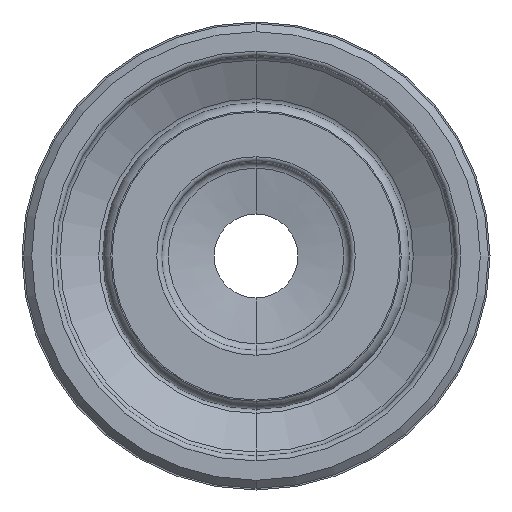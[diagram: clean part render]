
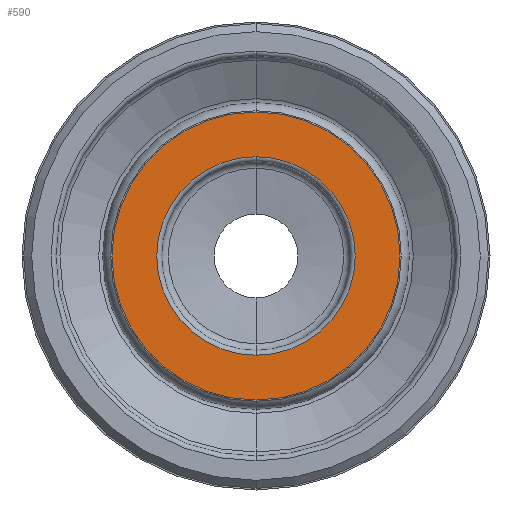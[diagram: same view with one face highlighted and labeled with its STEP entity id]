
A CAD part, front view. The second image highlights one B-rep face of the part: STEP entity #590.
In plain terms, the highlighted planar face has unit normal (0, -1, 0).
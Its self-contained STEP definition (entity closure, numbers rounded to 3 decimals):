
#45 = AXIS2_PLACEMENT_3D ( 'NONE', #879, #345, #978 ) ;
#50 = EDGE_CURVE ( 'NONE', #1142, #393, #656, .T. ) ;
#126 = DIRECTION ( 'NONE',  ( 0., -1., 0. ) ) ;
#140 = ORIENTED_EDGE ( 'NONE', *, *, #392, .T. ) ;
#340 = EDGE_CURVE ( 'NONE', #393, #1142, #988, .T. ) ;
#345 = DIRECTION ( 'NONE',  ( 0., 1., 0. ) ) ;
#357 = DIRECTION ( 'NONE',  ( 0., 0., 1. ) ) ;
#365 = ORIENTED_EDGE ( 'NONE', *, *, #50, .T. ) ;
#367 = AXIS2_PLACEMENT_3D ( 'NONE', #645, #126, #739 ) ;
#369 = CARTESIAN_POINT ( 'NONE',  ( 0., 8.365, 0. ) ) ;
#375 = VERTEX_POINT ( 'NONE', #1096 ) ;
#392 = EDGE_CURVE ( 'NONE', #375, #492, #498, .T. ) ;
#393 = VERTEX_POINT ( 'NONE', #1104 ) ;
#403 = CARTESIAN_POINT ( 'NONE',  ( 0., 8.365, 0. ) ) ;
#462 = DIRECTION ( 'NONE',  ( 0., 0., 1. ) ) ;
#479 = AXIS2_PLACEMENT_3D ( 'NONE', #530, #891, #357 ) ;
#492 = VERTEX_POINT ( 'NONE', #1060 ) ;
#497 = DIRECTION ( 'NONE',  ( 0., 0., 1. ) ) ;
#498 = CIRCLE ( 'NONE', #367, 8.923 ) ;
#530 = CARTESIAN_POINT ( 'NONE',  ( 5.85, 8.365, 0. ) ) ;
#583 = EDGE_LOOP ( 'NONE', ( #365, #840 ) ) ;
#590 = ADVANCED_FACE ( 'NONE', ( #1133, #889 ), #713, .F. ) ;
#645 = CARTESIAN_POINT ( 'NONE',  ( 0., 8.365, 0. ) ) ;
#656 = CIRCLE ( 'NONE', #45, 6.15 ) ;
#679 = CIRCLE ( 'NONE', #901, 8.923 ) ;
#713 = PLANE ( 'NONE',  #479 ) ;
#739 = DIRECTION ( 'NONE',  ( 0., 0., 1. ) ) ;
#840 = ORIENTED_EDGE ( 'NONE', *, *, #340, .T. ) ;
#879 = CARTESIAN_POINT ( 'NONE',  ( 0., 8.365, 0. ) ) ;
#889 = FACE_BOUND ( 'NONE', #583, .T. ) ;
#891 = DIRECTION ( 'NONE',  ( 0., 1., 0. ) ) ;
#901 = AXIS2_PLACEMENT_3D ( 'NONE', #403, #1045, #497 ) ;
#917 = EDGE_LOOP ( 'NONE', ( #1066, #140 ) ) ;
#978 = DIRECTION ( 'NONE',  ( 0., 0., 1. ) ) ;
#988 = CIRCLE ( 'NONE', #1042, 6.15 ) ;
#1013 = DIRECTION ( 'NONE',  ( 0., 1., 0. ) ) ;
#1042 = AXIS2_PLACEMENT_3D ( 'NONE', #369, #1013, #462 ) ;
#1045 = DIRECTION ( 'NONE',  ( 0., -1., 0. ) ) ;
#1050 = CARTESIAN_POINT ( 'NONE',  ( 0., 8.365, 6.15 ) ) ;
#1060 = CARTESIAN_POINT ( 'NONE',  ( 0., 8.365, -8.923 ) ) ;
#1066 = ORIENTED_EDGE ( 'NONE', *, *, #1075, .T. ) ;
#1075 = EDGE_CURVE ( 'NONE', #492, #375, #679, .T. ) ;
#1096 = CARTESIAN_POINT ( 'NONE',  ( 0., 8.365, 8.923 ) ) ;
#1104 = CARTESIAN_POINT ( 'NONE',  ( 0., 8.365, -6.15 ) ) ;
#1133 = FACE_OUTER_BOUND ( 'NONE', #917, .T. ) ;
#1142 = VERTEX_POINT ( 'NONE', #1050 ) ;
